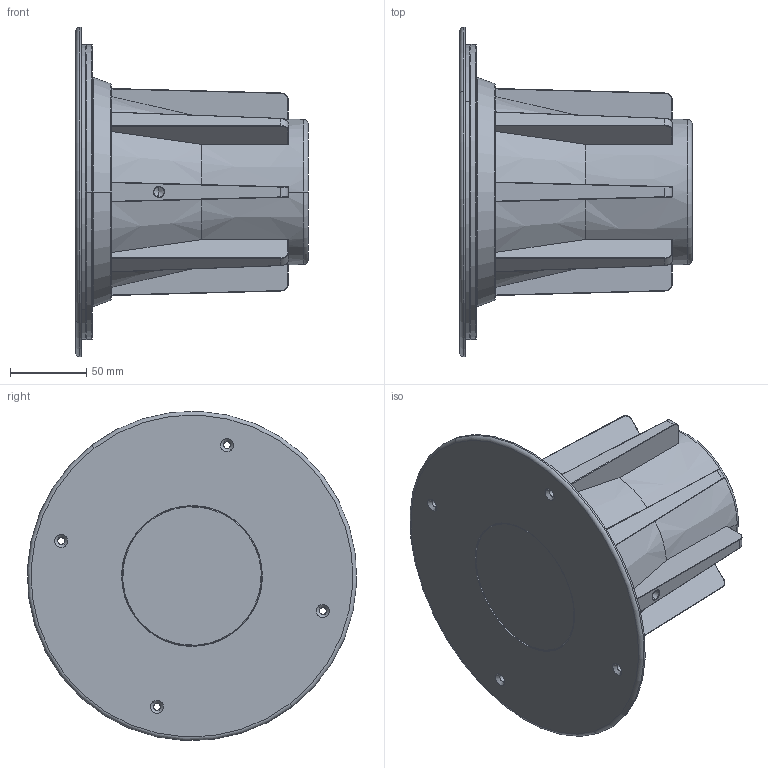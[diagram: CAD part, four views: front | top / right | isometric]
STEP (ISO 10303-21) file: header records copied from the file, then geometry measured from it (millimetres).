
FILE_DESCRIPTION (( 'STEP AP214' ), '1' );
FILE_NAME ('nGround-Big.STEP', '2023-04-03T06:37:58', ( '' ), ( '' ), 'SwSTEP 2.0', 'SolidWorks 2017', '' );
FILE_SCHEMA (( 'AUTOMOTIVE_DESIGN' ));
Length unit declared in the file: millimetre
Products named in the file (1): nGround-Big
Bounding box: 152.6 x 216.29 x 216.29 mm (x, y, z)
Volume: 1077823.5 mm3; surface area: 272820.5 mm2
Topology: 16 solids, 16 shells, 867 faces, 2074 edges, 1228 vertices
Faces by surface type: plane 284, cone 260, cylinder 239, bspline 46, torus 36, sphere 2
Entity records: 35535 total; most frequent: CARTESIAN_POINT 6118, DIRECTION 4235, ORIENTED_EDGE 4032, EDGE_CURVE 2016, AXIS2_PLACEMENT_3D 1669, VERTEX_POINT 1228, EDGE_LOOP 980, VECTOR 897
